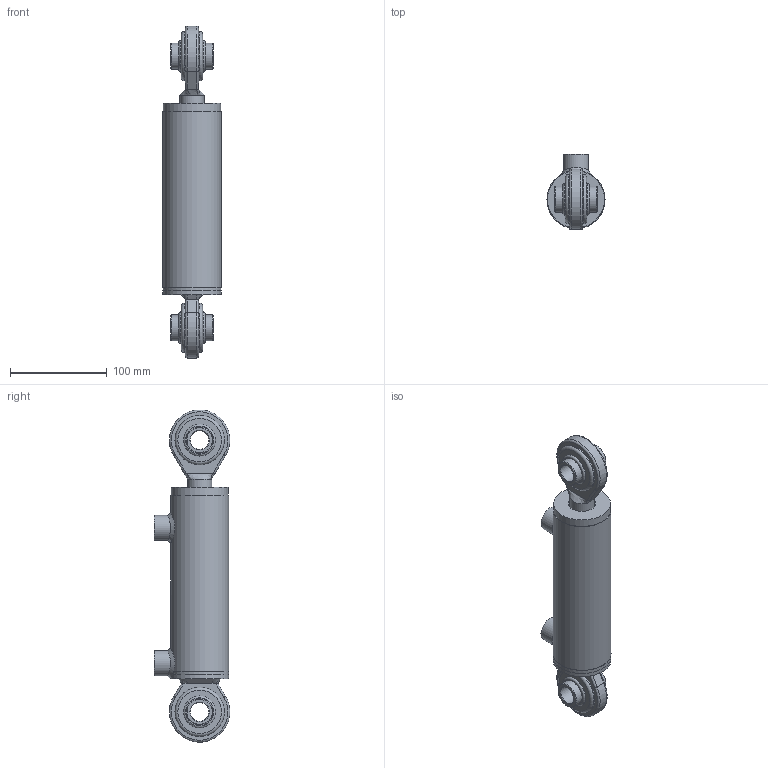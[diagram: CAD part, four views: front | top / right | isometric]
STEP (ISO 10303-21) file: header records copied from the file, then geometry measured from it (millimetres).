
FILE_DESCRIPTION(/* description */ (''),/* implementation_level */ '2;1');
FILE_NAME(/* name */ 'CY0500250100S19S19-1.stp',/* time_stamp */ '2025-12-11T13:50:38+01:00',/* author */ ('muc'),/* organization */ (''),/* preprocessor_version */ 'ST-DEVELOPER v20',/* originating_system */ 'Autodesk Inventor 2022',/* authorisation */ '');
FILE_SCHEMA (('AUTOMOTIVE_DESIGN { 1 0 10303 214 3 1 1 }'));
Length unit declared in the file: millimetre
Products named in the file (9): CY0500250100S19S19-1; CY0500250100S19S19-1_1; Rør; NBT006005025-0; Stok; NBPF00502015-1; NBF000050060; NBBORSG3-8; ISI0SR0700
Assembly tree (10 placements, depth 2):
  CY0500250100S19S19-1
    CY0500250100S19S19-1_1
    Rør
    NBT006005025-0
    Stok
    NBPF00502015-1
    NBF000050060
    NBBORSG3-8  x2
    ISI0SR0700  x2
Bounding box: 60 x 78.24 x 343.28 mm (x, y, z)
Volume: 512993.4 mm3; surface area: 159785.1 mm2
Topology: 13 solids, 13 shells, 200 faces, 420 edges, 273 vertices
Faces by surface type: cylinder 74, plane 68, cone 28, bspline 18, torus 12
Full cylindrical faces by diameter (mm): 6 x2, 10 x2, 14.95 x2, 18.376 x1, 19.2 x2, 20 x1, 21 x3, 25 x4, 25.88 x1, 26 x4, 27 x4, 28 x2, 33 x4, 33.6 x1, 34 x1, 35 x1, 44.76 x2, 45 x1, 50 x7, 51 x4, 52 x1, 53.376 x1, 54 x1, 59 x1, 60 x2
Entity records: 7215 total; most frequent: CARTESIAN_POINT 3256, DIRECTION 802, ORIENTED_EDGE 680, AXIS2_PLACEMENT_3D 341, EDGE_CURVE 340, VERTEX_POINT 220, EDGE_LOOP 206, FACE_OUTER_BOUND 161
